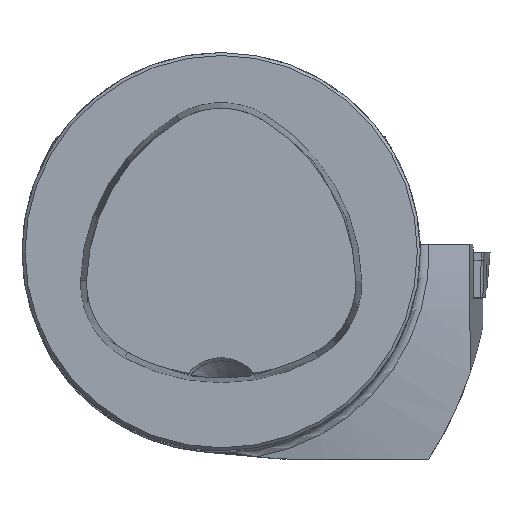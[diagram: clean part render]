
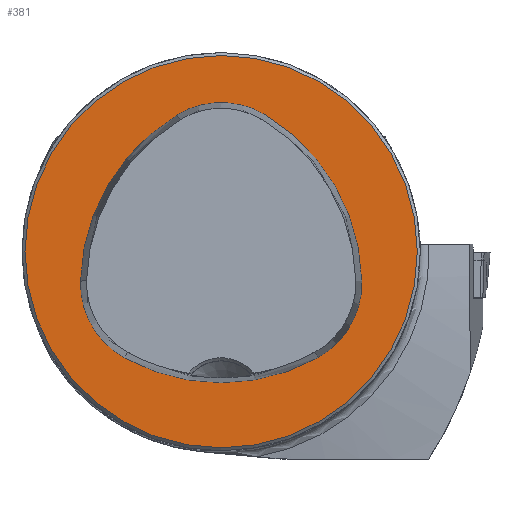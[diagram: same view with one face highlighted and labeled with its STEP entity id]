
A CAD part, top view. The second image highlights one B-rep face of the part: STEP entity #381.
In plain terms, the highlighted planar face has unit normal (0, 0, 1).
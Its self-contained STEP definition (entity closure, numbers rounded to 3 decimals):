
#122=FACE_BOUND('',#715,.T.);
#123=FACE_BOUND('',#716,.T.);
#224=CIRCLE('',#2610,20.063);
#226=CIRCLE('',#2613,20.063);
#227=CIRCLE('',#2614,8.563);
#228=CIRCLE('',#2615,8.563);
#229=CIRCLE('',#2616,20.063);
#230=CIRCLE('',#2617,8.563);
#231=CIRCLE('',#2618,19.7);
#381=ADVANCED_FACE('CU_FL_N1_SU_1',(#122,#123),#512,.T.);
#512=PLANE('',#2619);
#715=EDGE_LOOP('',(#1295,#1296,#1297,#1298,#1299,#1300));
#716=EDGE_LOOP('',(#1301));
#1295=ORIENTED_EDGE('',*,*,#2214,.F.);
#1296=ORIENTED_EDGE('',*,*,#2215,.F.);
#1297=ORIENTED_EDGE('',*,*,#2207,.F.);
#1298=ORIENTED_EDGE('',*,*,#2216,.F.);
#1299=ORIENTED_EDGE('',*,*,#2217,.F.);
#1300=ORIENTED_EDGE('',*,*,#2218,.F.);
#1301=ORIENTED_EDGE('',*,*,#2219,.T.);
#1961=VERTEX_POINT('',#4088);
#1962=VERTEX_POINT('',#4090);
#1968=VERTEX_POINT('',#4122);
#1969=VERTEX_POINT('',#4123);
#1970=VERTEX_POINT('',#4126);
#1971=VERTEX_POINT('',#4128);
#1972=VERTEX_POINT('',#4131);
#2207=EDGE_CURVE('',#1961,#1962,#224,.T.);
#2214=EDGE_CURVE('',#1968,#1969,#226,.T.);
#2215=EDGE_CURVE('',#1962,#1968,#227,.T.);
#2216=EDGE_CURVE('',#1970,#1961,#228,.T.);
#2217=EDGE_CURVE('',#1971,#1970,#229,.T.);
#2218=EDGE_CURVE('',#1969,#1971,#230,.T.);
#2219=EDGE_CURVE('',#1972,#1972,#231,.T.);
#2610=AXIS2_PLACEMENT_3D('',#4089,#2951,#2952);
#2613=AXIS2_PLACEMENT_3D('',#4121,#2958,#2959);
#2614=AXIS2_PLACEMENT_3D('',#4124,#2960,#2961);
#2615=AXIS2_PLACEMENT_3D('',#4125,#2962,#2963);
#2616=AXIS2_PLACEMENT_3D('',#4127,#2964,#2965);
#2617=AXIS2_PLACEMENT_3D('',#4129,#2966,#2967);
#2618=AXIS2_PLACEMENT_3D('',#4130,#2968,#2969);
#2619=AXIS2_PLACEMENT_3D('',#4132,#2970,#2971);
#2951=DIRECTION('',(0.,0.,1.));
#2952=DIRECTION('',(-1.,0.,0.));
#2958=DIRECTION('',(0.,0.,1.));
#2959=DIRECTION('',(-1.,0.,0.));
#2960=DIRECTION('',(0.,0.,1.));
#2961=DIRECTION('',(-1.,0.,0.));
#2962=DIRECTION('',(0.,0.,1.));
#2963=DIRECTION('',(-1.,0.,0.));
#2964=DIRECTION('',(0.,0.,1.));
#2965=DIRECTION('',(-1.,0.,0.));
#2966=DIRECTION('',(0.,0.,1.));
#2967=DIRECTION('',(-1.,0.,0.));
#2968=DIRECTION('',(0.,0.,1.));
#2969=DIRECTION('',(-1.,0.,0.));
#2970=DIRECTION('',(0.,0.,1.));
#2971=DIRECTION('',(-1.,0.,0.));
#4088=CARTESIAN_POINT('',(-9.704,-10.66,0.));
#4089=CARTESIAN_POINT('',(0.,6.9,0.));
#4090=CARTESIAN_POINT('',(9.704,-10.66,0.));
#4121=CARTESIAN_POINT('',(-5.934,-3.451,0.));
#4122=CARTESIAN_POINT('',(14.123,-2.953,0.));
#4123=CARTESIAN_POINT('',(4.418,13.735,0.));
#4124=CARTESIAN_POINT('',(5.562,-3.165,0.));
#4125=CARTESIAN_POINT('',(-5.562,-3.165,0.));
#4126=CARTESIAN_POINT('',(-14.123,-2.953,0.));
#4127=CARTESIAN_POINT('',(5.934,-3.451,0.));
#4128=CARTESIAN_POINT('',(-4.418,13.735,0.));
#4129=CARTESIAN_POINT('',(0.,6.4,0.));
#4130=CARTESIAN_POINT('',(0.,0.,0.));
#4131=CARTESIAN_POINT('',(-19.7,0.,0.));
#4132=CARTESIAN_POINT('',(0.,0.,0.));
